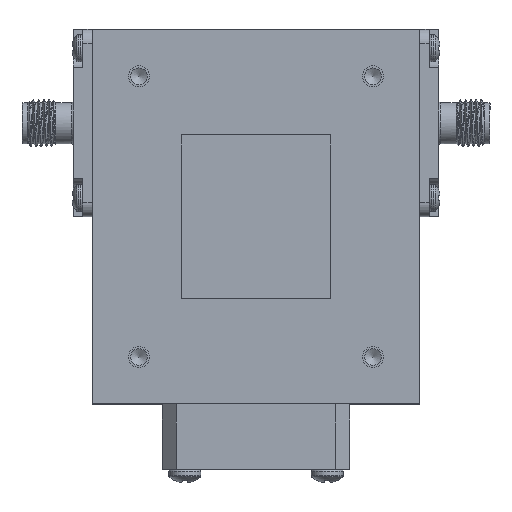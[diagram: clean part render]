
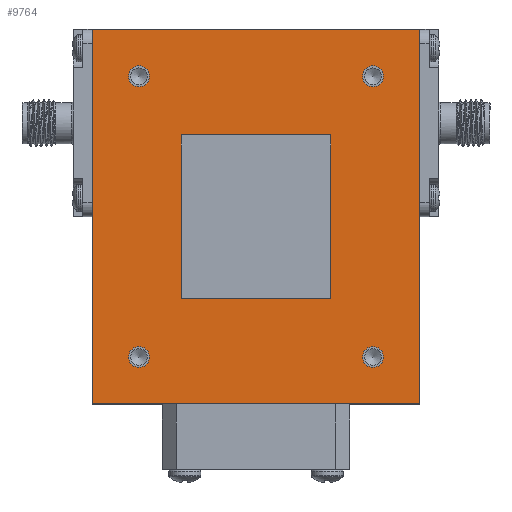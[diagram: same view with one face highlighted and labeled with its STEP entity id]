
A CAD part, top view. The second image highlights one B-rep face of the part: STEP entity #9764.
In plain terms, the highlighted planar face has unit normal (0, 0, 1).
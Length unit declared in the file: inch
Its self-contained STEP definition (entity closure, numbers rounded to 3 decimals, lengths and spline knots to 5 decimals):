
#63 = EDGE_CURVE ( 'NONE', #22935, #8372, #20449, .T. ) ;
#168 = LINE ( 'NONE', #3213, #6799 ) ;
#276 = ORIENTED_EDGE ( 'NONE', *, *, #2456, .T. ) ;
#471 = EDGE_LOOP ( 'NONE', ( #4851 ) ) ;
#843 = CARTESIAN_POINT ( 'NONE',  ( 0.40008, 0.43628, 0.51 ) ) ;
#914 = LINE ( 'NONE', #20895, #11122 ) ;
#1005 = VERTEX_POINT ( 'NONE', #22326 ) ;
#1099 = CARTESIAN_POINT ( 'NONE',  ( 0.681, -0.75, 0.51 ) ) ;
#1291 = CARTESIAN_POINT ( 'NONE',  ( -0.625, 0.75, 0.51 ) ) ;
#1319 = VERTEX_POINT ( 'NONE', #6314 ) ;
#1390 = DIRECTION ( 'NONE',  ( 0., -1., 0. ) ) ;
#1399 = ORIENTED_EDGE ( 'NONE', *, *, #23110, .F. ) ;
#1617 = FACE_BOUND ( 'NONE', #10316, .T. ) ;
#1699 = LINE ( 'NONE', #15568, #4970 ) ;
#2155 = ORIENTED_EDGE ( 'NONE', *, *, #7061, .F. ) ;
#2204 = CIRCLE ( 'NONE', #15729, 0.056 ) ;
#2288 = EDGE_CURVE ( 'NONE', #1319, #15828, #3206, .T. ) ;
#2456 = EDGE_CURVE ( 'NONE', #15828, #12082, #11915, .T. ) ;
#2653 = CARTESIAN_POINT ( 'NONE',  ( -0.875, 1., 0.51 ) ) ;
#2944 = ORIENTED_EDGE ( 'NONE', *, *, #8044, .F. ) ;
#3002 = DIRECTION ( 'NONE',  ( -1., 0., 0. ) ) ;
#3118 = DIRECTION ( 'NONE',  ( 0., -1., 0. ) ) ;
#3127 = AXIS2_PLACEMENT_3D ( 'NONE', #13983, #11986, #21210 ) ;
#3155 = DIRECTION ( 'NONE',  ( 1., 0., 0. ) ) ;
#3206 = LINE ( 'NONE', #21487, #12246 ) ;
#3213 = CARTESIAN_POINT ( 'NONE',  ( -0.875, -1., 0.51 ) ) ;
#3261 = FACE_BOUND ( 'NONE', #471, .T. ) ;
#3326 = DIRECTION ( 'NONE',  ( 0., -1., 0. ) ) ;
#4687 = EDGE_LOOP ( 'NONE', ( #21545, #276, #8455, #19505 ) ) ;
#4789 = EDGE_LOOP ( 'NONE', ( #2155, #2944, #21102, #9188 ) ) ;
#4851 = ORIENTED_EDGE ( 'NONE', *, *, #19468, .F. ) ;
#4890 = FACE_BOUND ( 'NONE', #14724, .T. ) ;
#4970 = VECTOR ( 'NONE', #3118, 39.37008 ) ;
#5245 = DIRECTION ( 'NONE',  ( 1., 0., 0. ) ) ;
#5280 = DIRECTION ( 'NONE',  ( 1., 0., 0. ) ) ;
#5532 = AXIS2_PLACEMENT_3D ( 'NONE', #8776, #15944, #1390 ) ;
#6256 = CARTESIAN_POINT ( 'NONE',  ( -0.569, -0.75, 0.51 ) ) ;
#6314 = CARTESIAN_POINT ( 'NONE',  ( 0.875, -1., 0.51 ) ) ;
#6799 = VECTOR ( 'NONE', #3326, 39.37008 ) ;
#6918 = FACE_BOUND ( 'NONE', #21631, .T. ) ;
#6957 = DIRECTION ( 'NONE',  ( 1., 0., 0. ) ) ;
#7061 = EDGE_CURVE ( 'NONE', #22830, #22935, #914, .T. ) ;
#7307 = ORIENTED_EDGE ( 'NONE', *, *, #22674, .F. ) ;
#7415 = CARTESIAN_POINT ( 'NONE',  ( 0.40008, -0.43628, 0.51 ) ) ;
#7746 = LINE ( 'NONE', #9029, #7838 ) ;
#7838 = VECTOR ( 'NONE', #19879, 39.37008 ) ;
#7906 = VERTEX_POINT ( 'NONE', #8687 ) ;
#7979 = CARTESIAN_POINT ( 'NONE',  ( -0.40008, 0.43628, 0.51 ) ) ;
#8044 = EDGE_CURVE ( 'NONE', #1005, #22830, #7746, .T. ) ;
#8136 = CARTESIAN_POINT ( 'NONE',  ( -0.569, 0.75, 0.51 ) ) ;
#8326 = VECTOR ( 'NONE', #3002, 39.37008 ) ;
#8372 = VERTEX_POINT ( 'NONE', #7979 ) ;
#8455 = ORIENTED_EDGE ( 'NONE', *, *, #23312, .T. ) ;
#8587 = LINE ( 'NONE', #14092, #10082 ) ;
#8687 = CARTESIAN_POINT ( 'NONE',  ( -0.875, -1., 0.51 ) ) ;
#8776 = CARTESIAN_POINT ( 'NONE',  ( 0., 0., 0.51 ) ) ;
#9029 = CARTESIAN_POINT ( 'NONE',  ( -0.40008, -0.43628, 0.51 ) ) ;
#9188 = ORIENTED_EDGE ( 'NONE', *, *, #63, .F. ) ;
#9764 = ADVANCED_FACE ( 'NONE', ( #13829, #1617, #4890, #3261, #6918, #17471 ), #15718, .F. ) ;
#9893 = CIRCLE ( 'NONE', #3127, 0.056 ) ;
#10082 = VECTOR ( 'NONE', #6957, 39.37008 ) ;
#10093 = CARTESIAN_POINT ( 'NONE',  ( -0.625, -0.75, 0.51 ) ) ;
#10209 = EDGE_CURVE ( 'NONE', #7906, #1319, #8587, .T. ) ;
#10316 = EDGE_LOOP ( 'NONE', ( #1399 ) ) ;
#10546 = DIRECTION ( 'NONE',  ( 0., 0., 1. ) ) ;
#11122 = VECTOR ( 'NONE', #17083, 39.37008 ) ;
#11516 = VERTEX_POINT ( 'NONE', #11751 ) ;
#11751 = CARTESIAN_POINT ( 'NONE',  ( 0.681, 0.75, 0.51 ) ) ;
#11915 = LINE ( 'NONE', #2653, #8326 ) ;
#11986 = DIRECTION ( 'NONE',  ( 0., 0., 1. ) ) ;
#12082 = VERTEX_POINT ( 'NONE', #16537 ) ;
#12246 = VECTOR ( 'NONE', #12495, 39.37008 ) ;
#12468 = DIRECTION ( 'NONE',  ( 0., 0., 1. ) ) ;
#12495 = DIRECTION ( 'NONE',  ( 0., 1., 0. ) ) ;
#13161 = AXIS2_PLACEMENT_3D ( 'NONE', #10093, #10546, #5245 ) ;
#13472 = CIRCLE ( 'NONE', #13824, 0.056 ) ;
#13722 = DIRECTION ( 'NONE',  ( 0., 0., 1. ) ) ;
#13824 = AXIS2_PLACEMENT_3D ( 'NONE', #1291, #13722, #3155 ) ;
#13829 = FACE_OUTER_BOUND ( 'NONE', #4687, .T. ) ;
#13983 = CARTESIAN_POINT ( 'NONE',  ( 0.625, -0.75, 0.51 ) ) ;
#14092 = CARTESIAN_POINT ( 'NONE',  ( -0.875, -1., 0.51 ) ) ;
#14724 = EDGE_LOOP ( 'NONE', ( #7307 ) ) ;
#15387 = VECTOR ( 'NONE', #20567, 39.37008 ) ;
#15568 = CARTESIAN_POINT ( 'NONE',  ( -0.40008, -0.43628, 0.51 ) ) ;
#15718 = PLANE ( 'NONE',  #5532 ) ;
#15729 = AXIS2_PLACEMENT_3D ( 'NONE', #19422, #12468, #5280 ) ;
#15828 = VERTEX_POINT ( 'NONE', #22964 ) ;
#15944 = DIRECTION ( 'NONE',  ( 0., 0., -1. ) ) ;
#16537 = CARTESIAN_POINT ( 'NONE',  ( -0.875, 1., 0.51 ) ) ;
#16645 = CARTESIAN_POINT ( 'NONE',  ( -0.40008, 0.43628, 0.51 ) ) ;
#17083 = DIRECTION ( 'NONE',  ( 0., 1., 0. ) ) ;
#17165 = VERTEX_POINT ( 'NONE', #8136 ) ;
#17471 = FACE_BOUND ( 'NONE', #4789, .T. ) ;
#19005 = EDGE_CURVE ( 'NONE', #17165, #17165, #13472, .T. ) ;
#19358 = ORIENTED_EDGE ( 'NONE', *, *, #19005, .F. ) ;
#19422 = CARTESIAN_POINT ( 'NONE',  ( 0.625, 0.75, 0.51 ) ) ;
#19468 = EDGE_CURVE ( 'NONE', #11516, #11516, #2204, .T. ) ;
#19505 = ORIENTED_EDGE ( 'NONE', *, *, #10209, .T. ) ;
#19879 = DIRECTION ( 'NONE',  ( 1., 0., 0. ) ) ;
#20449 = LINE ( 'NONE', #16645, #15387 ) ;
#20497 = VERTEX_POINT ( 'NONE', #6256 ) ;
#20567 = DIRECTION ( 'NONE',  ( -1., 0., 0. ) ) ;
#20856 = VERTEX_POINT ( 'NONE', #1099 ) ;
#20895 = CARTESIAN_POINT ( 'NONE',  ( 0.40008, -0.43628, 0.51 ) ) ;
#21102 = ORIENTED_EDGE ( 'NONE', *, *, #22116, .F. ) ;
#21210 = DIRECTION ( 'NONE',  ( 1., 0., 0. ) ) ;
#21487 = CARTESIAN_POINT ( 'NONE',  ( 0.875, -1., 0.51 ) ) ;
#21545 = ORIENTED_EDGE ( 'NONE', *, *, #2288, .T. ) ;
#21631 = EDGE_LOOP ( 'NONE', ( #19358 ) ) ;
#21858 = CIRCLE ( 'NONE', #13161, 0.056 ) ;
#22116 = EDGE_CURVE ( 'NONE', #8372, #1005, #1699, .T. ) ;
#22326 = CARTESIAN_POINT ( 'NONE',  ( -0.40008, -0.43628, 0.51 ) ) ;
#22674 = EDGE_CURVE ( 'NONE', #20856, #20856, #9893, .T. ) ;
#22830 = VERTEX_POINT ( 'NONE', #7415 ) ;
#22935 = VERTEX_POINT ( 'NONE', #843 ) ;
#22964 = CARTESIAN_POINT ( 'NONE',  ( 0.875, 1., 0.51 ) ) ;
#23110 = EDGE_CURVE ( 'NONE', #20497, #20497, #21858, .T. ) ;
#23312 = EDGE_CURVE ( 'NONE', #12082, #7906, #168, .T. ) ;
